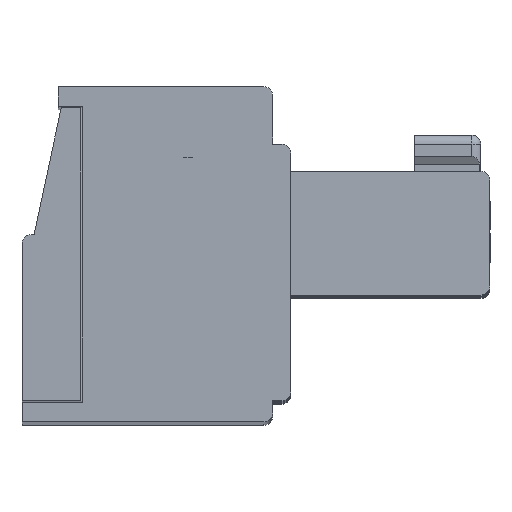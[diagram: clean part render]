
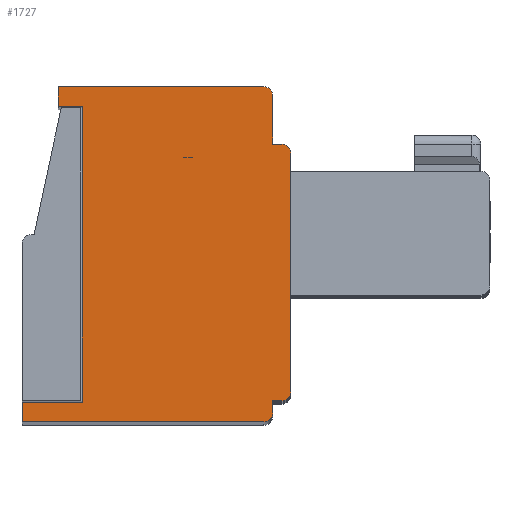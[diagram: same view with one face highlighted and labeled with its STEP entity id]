
A CAD part, top view. The second image highlights one B-rep face of the part: STEP entity #1727.
In plain terms, the highlighted planar face has unit normal (0, 0, 1).
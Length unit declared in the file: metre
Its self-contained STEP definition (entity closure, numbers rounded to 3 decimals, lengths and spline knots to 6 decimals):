
#1727=ADVANCED_FACE('',(#4921),#4922,.F.);
#4921=FACE_OUTER_BOUND('',#9782,.T.);
#4922=PLANE('',#9783);
#9782=EDGE_LOOP('',(#15054,#15055,#15056,#15057,#15058,#15059,#15060,#15061,#15062,#15063,#15064,#15065,#15066,#15067,#15068,#15069));
#9783=AXIS2_PLACEMENT_3D('',#15070,#15071,#15072);
#15054=ORIENTED_EDGE('',*,*,#28803,.T.);
#15055=ORIENTED_EDGE('',*,*,#28804,.T.);
#15056=ORIENTED_EDGE('',*,*,#28805,.T.);
#15057=ORIENTED_EDGE('',*,*,#28800,.T.);
#15058=ORIENTED_EDGE('',*,*,#28806,.T.);
#15059=ORIENTED_EDGE('',*,*,#28807,.F.);
#15060=ORIENTED_EDGE('',*,*,#28808,.T.);
#15061=ORIENTED_EDGE('',*,*,#28809,.T.);
#15062=ORIENTED_EDGE('',*,*,#28810,.T.);
#15063=ORIENTED_EDGE('',*,*,#28811,.T.);
#15064=ORIENTED_EDGE('',*,*,#28812,.T.);
#15065=ORIENTED_EDGE('',*,*,#28813,.T.);
#15066=ORIENTED_EDGE('',*,*,#28814,.T.);
#15067=ORIENTED_EDGE('',*,*,#28815,.F.);
#15068=ORIENTED_EDGE('',*,*,#28816,.T.);
#15069=ORIENTED_EDGE('',*,*,#28817,.T.);
#15070=CARTESIAN_POINT('',(0.013673,0.00851,0.058633));
#15071=DIRECTION('',(0.,0.,-1.0));
#15072=DIRECTION('',(0.0,-1.0,0.));
#28800=EDGE_CURVE('',#34510,#34508,#34511,.T.);
#28803=EDGE_CURVE('',#34514,#34515,#34516,.T.);
#28804=EDGE_CURVE('',#34515,#34517,#34518,.T.);
#28805=EDGE_CURVE('',#34517,#34510,#34519,.T.);
#28806=EDGE_CURVE('',#34508,#34520,#34521,.T.);
#28807=EDGE_CURVE('',#34522,#34520,#34523,.T.);
#28808=EDGE_CURVE('',#34522,#34524,#34525,.T.);
#28809=EDGE_CURVE('',#34524,#34526,#34527,.T.);
#28810=EDGE_CURVE('',#34526,#34528,#34529,.T.);
#28811=EDGE_CURVE('',#34528,#34530,#34531,.T.);
#28812=EDGE_CURVE('',#34530,#34532,#34533,.T.);
#28813=EDGE_CURVE('',#34532,#34534,#34535,.T.);
#28814=EDGE_CURVE('',#34534,#34536,#34537,.T.);
#28815=EDGE_CURVE('',#34538,#34536,#34539,.T.);
#28816=EDGE_CURVE('',#34538,#34540,#34541,.T.);
#28817=EDGE_CURVE('',#34540,#34514,#34542,.T.);
#34508=VERTEX_POINT('',#42987);
#34510=VERTEX_POINT('',#42990);
#34511=LINE('',#42991,#42992);
#34514=VERTEX_POINT('',#42996);
#34515=VERTEX_POINT('',#42997);
#34516=LINE('',#42998,#42999);
#34517=VERTEX_POINT('',#43000);
#34518=CIRCLE('',#43001,0.0003);
#34519=LINE('',#43002,#43003);
#34520=VERTEX_POINT('',#43004);
#34521=CIRCLE('',#43005,0.0003);
#34522=VERTEX_POINT('',#43006);
#34523=LINE('',#43007,#43008);
#34524=VERTEX_POINT('',#43009);
#34525=CIRCLE('',#43010,0.0003);
#34526=VERTEX_POINT('',#43011);
#34527=LINE('',#43012,#43013);
#34528=VERTEX_POINT('',#43014);
#34529=LINE('',#43015,#43016);
#34530=VERTEX_POINT('',#43017);
#34531=CIRCLE('',#43018,0.0003);
#34532=VERTEX_POINT('',#43019);
#34533=LINE('',#43020,#43021);
#34534=VERTEX_POINT('',#43022);
#34535=LINE('',#43023,#43024);
#34536=VERTEX_POINT('',#43025);
#34537=LINE('',#43026,#43027);
#34538=VERTEX_POINT('',#43028);
#34539=LINE('',#43029,#43030);
#34540=VERTEX_POINT('',#43031);
#34541=LINE('',#43032,#43033);
#34542=LINE('',#43034,#43035);
#42987=CARTESIAN_POINT('',(0.007073,0.00121,0.058633));
#42990=CARTESIAN_POINT('',(0.006773,0.00121,0.058633));
#42991=CARTESIAN_POINT('',(0.013673,0.00121,0.058633));
#42992=VECTOR('',#54372,1.0);
#42996=CARTESIAN_POINT('',(-0.001527,0.00051,0.058633));
#42997=CARTESIAN_POINT('',(0.006473,0.00051,0.058633));
#42998=CARTESIAN_POINT('',(0.013673,0.00051,0.058633));
#42999=VECTOR('',#54374,1.0);
#43000=CARTESIAN_POINT('',(0.006773,0.00081,0.058633));
#43001=AXIS2_PLACEMENT_3D('',#54375,#54376,#54377);
#43002=CARTESIAN_POINT('',(0.006773,0.00851,0.058633));
#43003=VECTOR('',#54378,1.0);
#43004=CARTESIAN_POINT('',(0.007373,0.00151,0.058633));
#43005=AXIS2_PLACEMENT_3D('',#54379,#54380,#54381);
#43006=CARTESIAN_POINT('',(0.007373,0.00941,0.058633));
#43007=CARTESIAN_POINT('',(0.007373,0.00941,0.058633));
#43008=VECTOR('',#54382,1.0);
#43009=CARTESIAN_POINT('',(0.007073,0.00971,0.058633));
#43010=AXIS2_PLACEMENT_3D('',#54383,#54384,#54385);
#43011=CARTESIAN_POINT('',(0.006773,0.00971,0.058633));
#43012=CARTESIAN_POINT('',(0.006773,0.00971,0.058633));
#43013=VECTOR('',#54386,1.0);
#43014=CARTESIAN_POINT('',(0.006773,0.01131,0.058633));
#43015=CARTESIAN_POINT('',(0.006773,0.00851,0.058633));
#43016=VECTOR('',#54387,1.0);
#43017=CARTESIAN_POINT('',(0.006473,0.01161,0.058633));
#43018=AXIS2_PLACEMENT_3D('',#54388,#54389,#54390);
#43019=CARTESIAN_POINT('',(-0.000327,0.01161,0.058633));
#43020=CARTESIAN_POINT('',(0.013673,0.01161,0.058633));
#43021=VECTOR('',#54391,1.0);
#43022=CARTESIAN_POINT('',(-0.000327,0.01096,0.058633));
#43023=CARTESIAN_POINT('',(-0.000327,0.00851,0.058633));
#43024=VECTOR('',#54392,1.0);
#43025=CARTESIAN_POINT('',(0.000473,0.01096,0.058633));
#43026=CARTESIAN_POINT('',(0.013673,0.01096,0.058633));
#43027=VECTOR('',#54393,1.0);
#43028=CARTESIAN_POINT('',(0.000473,0.00116,0.058633));
#43029=CARTESIAN_POINT('',(0.000473,0.00116,0.058633));
#43030=VECTOR('',#54394,1.0);
#43031=CARTESIAN_POINT('',(-0.001527,0.00116,0.058633));
#43032=CARTESIAN_POINT('',(0.013673,0.00116,0.058633));
#43033=VECTOR('',#54395,1.0);
#43034=CARTESIAN_POINT('',(-0.001527,0.00851,0.058633));
#43035=VECTOR('',#54396,1.0);
#54372=DIRECTION('',(1.0,0.,0.));
#54374=DIRECTION('',(1.0,0.,0.));
#54375=CARTESIAN_POINT('',(0.006473,0.00081,0.058633));
#54376=DIRECTION('',(0.,0.,1.0));
#54377=DIRECTION('',(-1.0,0.,0.));
#54378=DIRECTION('',(0.,1.0,0.));
#54379=CARTESIAN_POINT('',(0.007073,0.00151,0.058633));
#54380=DIRECTION('',(0.,0.,1.0));
#54381=DIRECTION('',(-1.0,0.,0.));
#54382=DIRECTION('',(0.,-1.0,0.0));
#54383=CARTESIAN_POINT('',(0.007073,0.00941,0.058633));
#54384=DIRECTION('',(0.,0.,1.0));
#54385=DIRECTION('',(-1.0,0.0,0.));
#54386=DIRECTION('',(-1.0,0.,0.));
#54387=DIRECTION('',(0.,1.0,0.));
#54388=CARTESIAN_POINT('',(0.006473,0.01131,0.058633));
#54389=DIRECTION('',(0.,0.,1.0));
#54390=DIRECTION('',(-1.0,0.,0.));
#54391=DIRECTION('',(-1.0,0.,0.));
#54392=DIRECTION('',(0.,-1.0,0.));
#54393=DIRECTION('',(1.0,0.,0.));
#54394=DIRECTION('',(0.,1.0,0.0));
#54395=DIRECTION('',(-1.0,0.,0.));
#54396=DIRECTION('',(0.,-1.0,0.));
